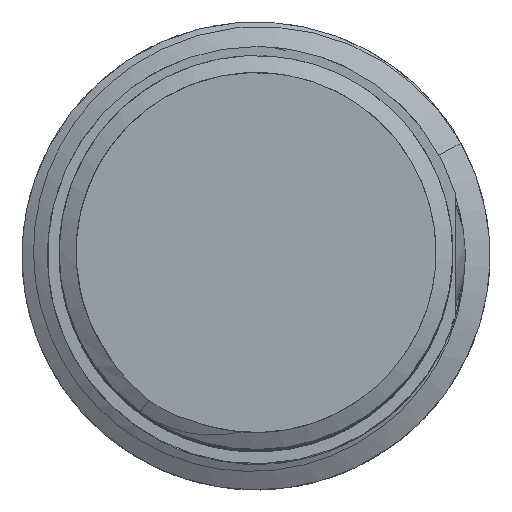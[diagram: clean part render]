
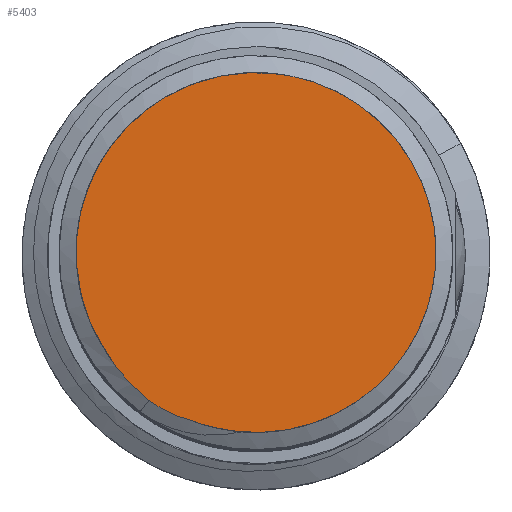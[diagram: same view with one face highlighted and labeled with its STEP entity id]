
A CAD part, top view. The second image highlights one B-rep face of the part: STEP entity #5403.
In plain terms, the highlighted free-form (B-spline) face has degree [1, 1] with [2, 2] control points.
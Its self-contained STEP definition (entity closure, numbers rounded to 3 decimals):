
#5216=CARTESIAN_POINT('',(-7.238,-4.457,72.6));
#5217=VERTEX_POINT('',#5216);
#5218=CARTESIAN_POINT('',(-3.087,-7.922,72.6));
#5219=VERTEX_POINT('',#5218);
#5220=CARTESIAN_POINT('',(-7.238,-4.457,72.6));
#5221=CARTESIAN_POINT('',(-12.731,4.464,72.6));
#5222=CARTESIAN_POINT('',(-2.869,8.001,72.6));
#5223=CARTESIAN_POINT('',(10.989,12.971,72.6));
#5224=CARTESIAN_POINT('',(8.364,-1.516,72.6));
#5225=CARTESIAN_POINT('',(6.525,-11.665,72.6));
#5226=CARTESIAN_POINT('',(-3.086,-7.92,72.6));
#5227=(BOUNDED_CURVE()B_SPLINE_CURVE(2,(#5220,#5221,#5222,#5223,#5224,#5225,#5226),.CIRCULAR_ARC.,.F.,.U.)B_SPLINE_CURVE_WITH_KNOTS((3,2,2,3),(0.056,0.333,0.667,0.941),.UNSPECIFIED.)CURVE()GEOMETRIC_REPRESENTATION_ITEM()RATIONAL_B_SPLINE_CURVE((0.86,0.584,1.,0.5,1.,0.588,0.855))REPRESENTATION_ITEM(''));
#5228=EDGE_CURVE('',#5217,#5219,#5227,.T.);
#5351=CARTESIAN_POINT('',(-5.061,-6.966,72.6));
#5352=VERTEX_POINT('',#5351);
#5353=CARTESIAN_POINT('',(-3.088,-7.924,72.6));
#5354=CARTESIAN_POINT('',(-3.784,-7.757,72.6));
#5355=CARTESIAN_POINT('',(-4.456,-7.44,72.6));
#5356=CARTESIAN_POINT('',(-5.061,-6.966,72.6));
#5357=B_SPLINE_CURVE_WITH_KNOTS('',3,(#5353,#5354,#5355,#5356),.UNSPECIFIED.,.F.,.U.,(4,4),(0.751,1.),.UNSPECIFIED.);
#5358=EDGE_CURVE('',#5219,#5352,#5357,.T.);
#5387=CARTESIAN_POINT('',(-131.013,-128.735,72.6));
#5388=CARTESIAN_POINT('',(-131.013,128.735,72.6));
#5389=CARTESIAN_POINT('',(126.458,-128.735,72.6));
#5390=CARTESIAN_POINT('',(126.458,128.735,72.6));
#5391=B_SPLINE_SURFACE_WITH_KNOTS('',1,1,((#5387,#5388),(#5389,#5390)),.PLANE_SURF.,.F.,.F.,.U.,(2,2),(2,2),(0.,1.),(0.,1.),.UNSPECIFIED.);
#5392=ORIENTED_EDGE('',*,*,#5228,.F.);
#5393=CARTESIAN_POINT('',(-7.238,-4.457,72.6));
#5394=CARTESIAN_POINT('',(-6.683,-5.428,72.6));
#5395=CARTESIAN_POINT('',(-5.942,-6.277,72.6));
#5396=CARTESIAN_POINT('',(-5.061,-6.966,72.6));
#5397=B_SPLINE_CURVE_WITH_KNOTS('',3,(#5393,#5394,#5395,#5396),.UNSPECIFIED.,.F.,.U.,(4,4),(0.,1.),.UNSPECIFIED.);
#5398=EDGE_CURVE('',#5217,#5352,#5397,.T.);
#5399=ORIENTED_EDGE('',*,*,#5398,.T.);
#5400=ORIENTED_EDGE('',*,*,#5358,.F.);
#5401=EDGE_LOOP('',(#5392,#5399,#5400));
#5402=FACE_OUTER_BOUND('',#5401,.T.);
#5403=ADVANCED_FACE('',(#5402),#5391,.T.);
